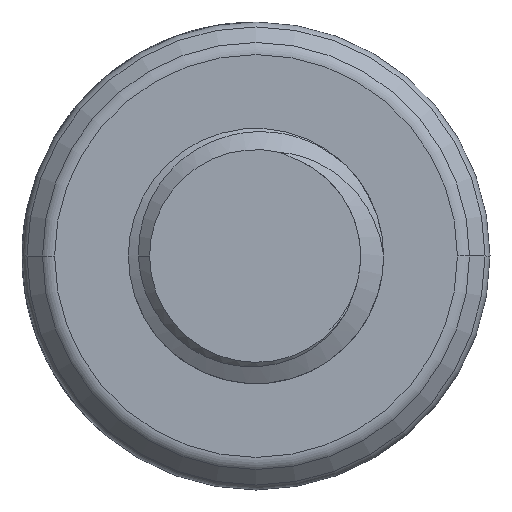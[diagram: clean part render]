
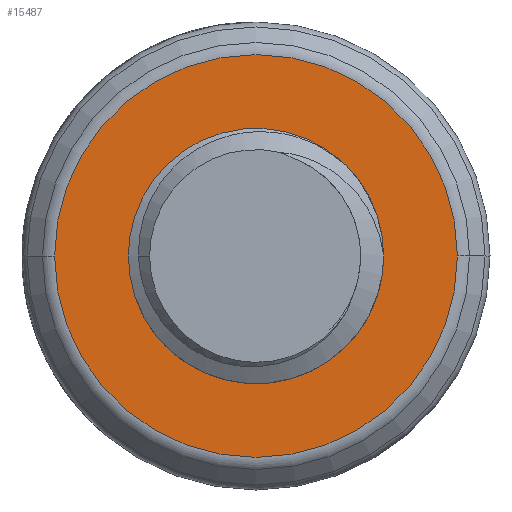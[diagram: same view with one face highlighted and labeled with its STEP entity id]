
A CAD part, front view. The second image highlights one B-rep face of the part: STEP entity #15487.
In plain terms, the highlighted planar face has unit normal (0, -1, 0).
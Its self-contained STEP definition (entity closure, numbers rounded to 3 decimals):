
#127 = CARTESIAN_POINT ( 'NONE',  ( 0., -3., 0. ) ) ;
#896 = CARTESIAN_POINT ( 'NONE',  ( 0.262, -3., 1.247 ) ) ;
#964 = CARTESIAN_POINT ( 'NONE',  ( 2.367, -3., 0. ) ) ;
#973 = B_SPLINE_CURVE_WITH_KNOTS ( 'NONE', 3,
 ( #9927, #7258, #3108, #5964, #4651, #14137, #1796, #3171, #12589, #4589 ),
 .UNSPECIFIED., .F., .F.,
 ( 4, 2, 2, 2, 4 ),
 ( 0., 0., 0.001, 0.001, 0.002 ),
 .UNSPECIFIED. ) ;
#1383 = VERTEX_POINT ( 'NONE', #17385 ) ;
#1439 = FACE_BOUND ( 'NONE', #2076, .T. ) ;
#1607 = AXIS2_PLACEMENT_3D ( 'NONE', #16625, #10880, #4313 ) ;
#1776 = AXIS2_PLACEMENT_3D ( 'NONE', #9595, #2970, #13770 ) ;
#1796 = CARTESIAN_POINT ( 'NONE',  ( 1.23, -3., 0.16 ) ) ;
#1816 = DIRECTION ( 'NONE',  ( -1., 0., 0. ) ) ;
#1912 = CARTESIAN_POINT ( 'NONE',  ( -0.026, -3., -1.412 ) ) ;
#2060 = FACE_OUTER_BOUND ( 'NONE', #11591, .T. ) ;
#2076 = EDGE_LOOP ( 'NONE', ( #10841, #6099, #6179, #3467 ) ) ;
#2151 = CARTESIAN_POINT ( 'NONE',  ( -1.468, -3., 0.222 ) ) ;
#2398 = CARTESIAN_POINT ( 'NONE',  ( -1.5, -3., 0. ) ) ;
#2970 = DIRECTION ( 'NONE',  ( 0., -1., 0. ) ) ;
#3048 = DIRECTION ( 'NONE',  ( -1., 0., 0. ) ) ;
#3108 = CARTESIAN_POINT ( 'NONE',  ( 0.751, -3., 0.986 ) ) ;
#3171 = CARTESIAN_POINT ( 'NONE',  ( 1.229, -3., -0.166 ) ) ;
#3282 = CARTESIAN_POINT ( 'NONE',  ( -0.257, -3., -1.413 ) ) ;
#3467 = ORIENTED_EDGE ( 'NONE', *, *, #4397, .T. ) ;
#3521 = CARTESIAN_POINT ( 'NONE',  ( -1.012, -3., 0.982 ) ) ;
#3774 = CARTESIAN_POINT ( 'NONE',  ( -1.491, -3., 0.112 ) ) ;
#4203 = PLANE ( 'NONE',  #1607 ) ;
#4313 = DIRECTION ( 'NONE',  ( -1., 0., 0. ) ) ;
#4397 = EDGE_CURVE ( 'NONE', #12632, #16962, #15541, .T. ) ;
#4407 = CARTESIAN_POINT ( 'NONE',  ( 1.133, -3., -0.477 ) ) ;
#4589 = CARTESIAN_POINT ( 'NONE',  ( 1.133, -3., -0.477 ) ) ;
#4651 = CARTESIAN_POINT ( 'NONE',  ( 1.073, -3., 0.621 ) ) ;
#4715 = AXIS2_PLACEMENT_3D ( 'NONE', #127, #12481, #3048 ) ;
#4904 = CARTESIAN_POINT ( 'NONE',  ( -0.629, -3., 1.214 ) ) ;
#5964 = CARTESIAN_POINT ( 'NONE',  ( 0.981, -3., 0.759 ) ) ;
#6027 = VERTEX_POINT ( 'NONE', #964 ) ;
#6099 = ORIENTED_EDGE ( 'NONE', *, *, #11133, .T. ) ;
#6179 = ORIENTED_EDGE ( 'NONE', *, *, #8302, .T. ) ;
#6736 = VERTEX_POINT ( 'NONE', #4407 ) ;
#7258 = CARTESIAN_POINT ( 'NONE',  ( 0.613, -3., 1.078 ) ) ;
#7435 = CARTESIAN_POINT ( 'NONE',  ( 0.409, -3., -1.304 ) ) ;
#7624 = CARTESIAN_POINT ( 'NONE',  ( 0.461, -3., 1.14 ) ) ;
#7677 = AXIS2_PLACEMENT_3D ( 'NONE', #16870, #11297, #1816 ) ;
#8302 = EDGE_CURVE ( 'NONE', #13796, #12632, #12166, .T. ) ;
#8418 = EDGE_CURVE ( 'NONE', #16962, #6736, #973, .T. ) ;
#8732 = CARTESIAN_POINT ( 'NONE',  ( 1.133, -3., -0.477 ) ) ;
#8790 = CARTESIAN_POINT ( 'NONE',  ( -1.07, -3., -1.051 ) ) ;
#9163 = CARTESIAN_POINT ( 'NONE',  ( -1.07, -3., -1.051 ) ) ;
#9595 = CARTESIAN_POINT ( 'NONE',  ( 0., -3., 0. ) ) ;
#9608 = EDGE_CURVE ( 'NONE', #6027, #1383, #10035, .T. ) ;
#9801 = CARTESIAN_POINT ( 'NONE',  ( 0.461, -3., 1.14 ) ) ;
#9927 = CARTESIAN_POINT ( 'NONE',  ( 0.461, -3., 1.14 ) ) ;
#10035 = CIRCLE ( 'NONE', #7677, 2.367 ) ;
#10279 = CARTESIAN_POINT ( 'NONE',  ( 0.617, -3., -1.196 ) ) ;
#10841 = ORIENTED_EDGE ( 'NONE', *, *, #8418, .T. ) ;
#10880 = DIRECTION ( 'NONE',  ( 0., 1., 0. ) ) ;
#11133 = EDGE_CURVE ( 'NONE', #6736, #13796, #15110, .T. ) ;
#11297 = DIRECTION ( 'NONE',  ( 0., -1., 0. ) ) ;
#11444 = EDGE_CURVE ( 'NONE', #1383, #6027, #12455, .T. ) ;
#11591 = EDGE_LOOP ( 'NONE', ( #14181, #14855 ) ) ;
#11643 = CARTESIAN_POINT ( 'NONE',  ( -1.175, -3., 0.82 ) ) ;
#12074 = CARTESIAN_POINT ( 'NONE',  ( -1.5, -3., 0. ) ) ;
#12166 = CIRCLE ( 'NONE', #4715, 1.5 ) ;
#12455 = CIRCLE ( 'NONE', #1776, 2.367 ) ;
#12481 = DIRECTION ( 'NONE',  ( 0., 1., 0. ) ) ;
#12589 = CARTESIAN_POINT ( 'NONE',  ( 1.197, -3., -0.326 ) ) ;
#12632 = VERTEX_POINT ( 'NONE', #12074 ) ;
#12762 = CARTESIAN_POINT ( 'NONE',  ( -0.897, -3., -1.197 ) ) ;
#13075 = CARTESIAN_POINT ( 'NONE',  ( -1.399, -3., 0.433 ) ) ;
#13770 = DIRECTION ( 'NONE',  ( -1., 0., 0. ) ) ;
#13796 = VERTEX_POINT ( 'NONE', #9163 ) ;
#14137 = CARTESIAN_POINT ( 'NONE',  ( 1.198, -3., 0.322 ) ) ;
#14181 = ORIENTED_EDGE ( 'NONE', *, *, #11444, .T. ) ;
#14258 = CARTESIAN_POINT ( 'NONE',  ( 1.07, -3., -0.695 ) ) ;
#14395 = CARTESIAN_POINT ( 'NONE',  ( 0.038, -3., 1.298 ) ) ;
#14855 = ORIENTED_EDGE ( 'NONE', *, *, #9608, .T. ) ;
#15110 = B_SPLINE_CURVE_WITH_KNOTS ( 'NONE', 3,
 ( #8732, #14258, #16912, #10279, #7435, #1912, #3282, #16976, #12762, #8790 ),
 .UNSPECIFIED., .F., .F.,
 ( 4, 2, 2, 2, 4 ),
 ( 0., 0.001, 0.001, 0.002, 0.003 ),
 .UNSPECIFIED. ) ;
#15487 = ADVANCED_FACE ( 'NONE', ( #2060, #1439 ), #4203, .F. ) ;
#15541 = B_SPLINE_CURVE_WITH_KNOTS ( 'NONE', 3,
 ( #2398, #3774, #2151, #13075, #17229, #11643, #3521, #4904, #15770, #14395, #896, #7624 ),
 .UNSPECIFIED., .F., .F.,
 ( 4, 2, 2, 2, 2, 4 ),
 ( 0., 0., 0.001, 0.001, 0.002, 0.003 ),
 .UNSPECIFIED. ) ;
#15770 = CARTESIAN_POINT ( 'NONE',  ( -0.409, -3., 1.283 ) ) ;
#16625 = CARTESIAN_POINT ( 'NONE',  ( 0., -3., 0. ) ) ;
#16870 = CARTESIAN_POINT ( 'NONE',  ( 0., -3., 0. ) ) ;
#16912 = CARTESIAN_POINT ( 'NONE',  ( 0.947, -3., -0.891 ) ) ;
#16962 = VERTEX_POINT ( 'NONE', #9801 ) ;
#16976 = CARTESIAN_POINT ( 'NONE',  ( -0.694, -3., -1.305 ) ) ;
#17229 = CARTESIAN_POINT ( 'NONE',  ( -1.35, -3., 0.536 ) ) ;
#17385 = CARTESIAN_POINT ( 'NONE',  ( -2.367, -3., 0. ) ) ;
